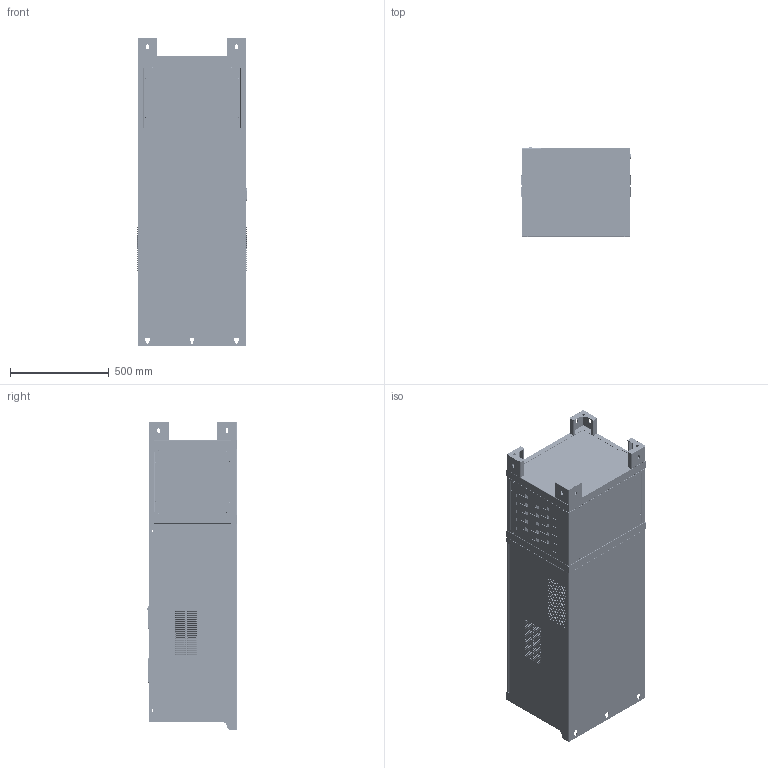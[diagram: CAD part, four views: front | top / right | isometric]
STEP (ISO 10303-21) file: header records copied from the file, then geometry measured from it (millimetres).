
FILE_DESCRIPTION (( 'STEP AP203' ), '1' );
FILE_NAME ('Ï× K750 380Â 3Ô 315-355êÂò 585-650À ONI.STEP', '2023-01-12T13:16:43', ( '' ), ( '' ), 'SwSTEP 2.0', 'SolidWorks 2022', '' );
FILE_SCHEMA (( 'CONFIG_CONTROL_DESIGN' ));
Products named in the file (1): ПЧ K750 380В 3Ф 315-355кВт 585-650А ONI
Bounding box: 558 x 453 x 1560 mm (x, y, z)
Volume: 326723564.3 mm3; surface area: 10288493.1 mm2
Topology: 12 solids, 12 shells, 13270 faces, 35445 edges, 22668 vertices
Faces by surface type: plane 11126, cylinder 1394, sphere 416, cone 144, bspline 107, torus 83
Entity records: 416544 total; most frequent: CARTESIAN_POINT 84162, ORIENTED_EDGE 70154, DIRECTION 64152, EDGE_CURVE 35077, LINE 30516, VECTOR 30516, VERTEX_POINT 22668, AXIS2_PLACEMENT_3D 16818
